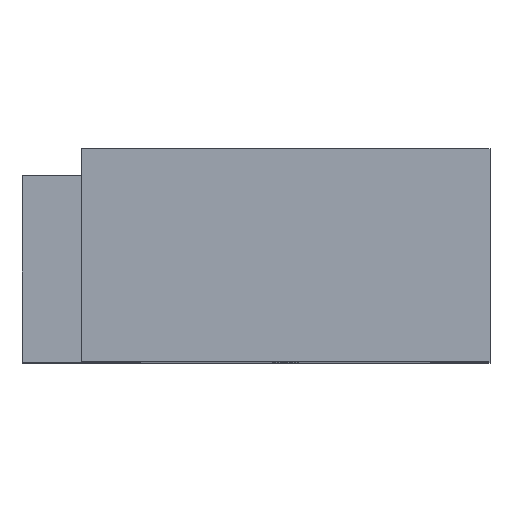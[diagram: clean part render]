
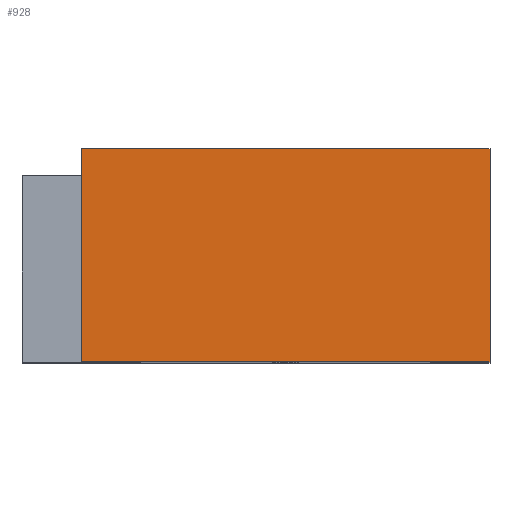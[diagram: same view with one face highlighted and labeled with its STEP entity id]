
A CAD part, top view. The second image highlights one B-rep face of the part: STEP entity #928.
In plain terms, the highlighted planar face has unit normal (0, 0, 1).
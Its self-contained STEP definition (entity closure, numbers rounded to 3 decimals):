
#1 = VERTEX_POINT ( 'NONE', #204 ) ;
#80 = DIRECTION ( 'NONE',  ( 1., 0., 0. ) ) ;
#204 = CARTESIAN_POINT ( 'NONE',  ( 0., -36., 141. ) ) ;
#216 = VECTOR ( 'NONE', #325, 1000. ) ;
#257 = VERTEX_POINT ( 'NONE', #1312 ) ;
#294 = EDGE_CURVE ( 'NONE', #1247, #2268, #2513, .T. ) ;
#312 = VERTEX_POINT ( 'NONE', #2769 ) ;
#325 = DIRECTION ( 'NONE',  ( -1., 0., 0. ) ) ;
#503 = CARTESIAN_POINT ( 'NONE',  ( 59., -36., 141. ) ) ;
#535 = EDGE_CURVE ( 'NONE', #1, #257, #592, .T. ) ;
#578 = LINE ( 'NONE', #1547, #1306 ) ;
#580 = EDGE_CURVE ( 'NONE', #2532, #257, #2262, .T. ) ;
#592 = LINE ( 'NONE', #2735, #1681 ) ;
#793 = CARTESIAN_POINT ( 'NONE',  ( 49., -36., 141. ) ) ;
#851 = CARTESIAN_POINT ( 'NONE',  ( 0., 0., 141. ) ) ;
#922 = ORIENTED_EDGE ( 'NONE', *, *, #2695, .F. ) ;
#928 = ADVANCED_FACE ( 'NONE', ( #1573 ), #1316, .T. ) ;
#956 = CARTESIAN_POINT ( 'NONE',  ( 59., 0., 141. ) ) ;
#1037 = DIRECTION ( 'NONE',  ( 1., 0., 0. ) ) ;
#1177 = DIRECTION ( 'NONE',  ( -1., 0., 0. ) ) ;
#1247 = VERTEX_POINT ( 'NONE', #956 ) ;
#1283 = CARTESIAN_POINT ( 'NONE',  ( -10., 0., 141. ) ) ;
#1293 = LINE ( 'NONE', #1786, #1354 ) ;
#1306 = VECTOR ( 'NONE', #2510, 1000. ) ;
#1312 = CARTESIAN_POINT ( 'NONE',  ( 49., -36., 141. ) ) ;
#1316 = PLANE ( 'NONE',  #1324 ) ;
#1324 = AXIS2_PLACEMENT_3D ( 'NONE', #2504, #2244, #80 ) ;
#1354 = VECTOR ( 'NONE', #1769, 1000. ) ;
#1496 = ORIENTED_EDGE ( 'NONE', *, *, #294, .T. ) ;
#1547 = CARTESIAN_POINT ( 'NONE',  ( 59., -36., 141. ) ) ;
#1573 = FACE_OUTER_BOUND ( 'NONE', #2724, .T. ) ;
#1650 = ORIENTED_EDGE ( 'NONE', *, *, #580, .F. ) ;
#1668 = ORIENTED_EDGE ( 'NONE', *, *, #535, .T. ) ;
#1681 = VECTOR ( 'NONE', #1037, 1000. ) ;
#1769 = DIRECTION ( 'NONE',  ( 0., 1., 0. ) ) ;
#1786 = CARTESIAN_POINT ( 'NONE',  ( -10., -36., 141. ) ) ;
#1889 = EDGE_CURVE ( 'NONE', #312, #2268, #1293, .T. ) ;
#1915 = VECTOR ( 'NONE', #1177, 1000. ) ;
#2199 = ORIENTED_EDGE ( 'NONE', *, *, #1889, .F. ) ;
#2244 = DIRECTION ( 'NONE',  ( 0., 0., 1. ) ) ;
#2262 = LINE ( 'NONE', #793, #216 ) ;
#2264 = CARTESIAN_POINT ( 'NONE',  ( 0., -36., 141. ) ) ;
#2268 = VERTEX_POINT ( 'NONE', #1283 ) ;
#2367 = ORIENTED_EDGE ( 'NONE', *, *, #2717, .T. ) ;
#2504 = CARTESIAN_POINT ( 'NONE',  ( 0., 0., 141. ) ) ;
#2510 = DIRECTION ( 'NONE',  ( 0., 1., 0. ) ) ;
#2513 = LINE ( 'NONE', #851, #1915 ) ;
#2528 = LINE ( 'NONE', #2264, #3022 ) ;
#2532 = VERTEX_POINT ( 'NONE', #503 ) ;
#2695 = EDGE_CURVE ( 'NONE', #1, #312, #2528, .T. ) ;
#2717 = EDGE_CURVE ( 'NONE', #2532, #1247, #578, .T. ) ;
#2724 = EDGE_LOOP ( 'NONE', ( #1496, #2199, #922, #1668, #1650, #2367 ) ) ;
#2735 = CARTESIAN_POINT ( 'NONE',  ( 0., -36., 141. ) ) ;
#2769 = CARTESIAN_POINT ( 'NONE',  ( -10., -36., 141. ) ) ;
#3013 = DIRECTION ( 'NONE',  ( -1., 0., 0. ) ) ;
#3022 = VECTOR ( 'NONE', #3013, 1000. ) ;
